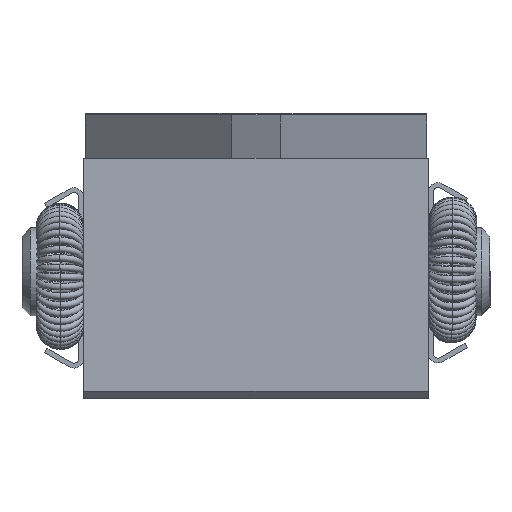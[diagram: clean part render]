
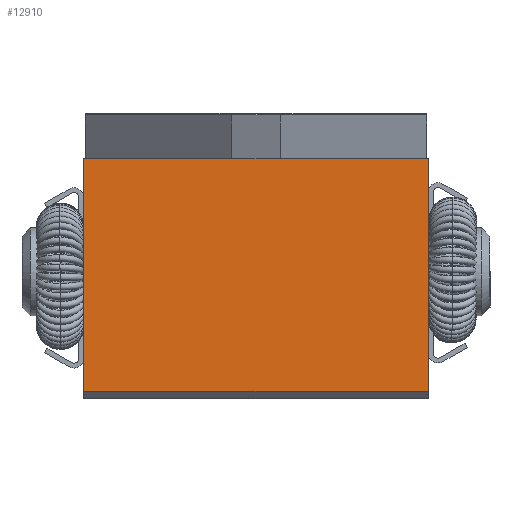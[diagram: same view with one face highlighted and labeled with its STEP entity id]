
A CAD part, left-side view. The second image highlights one B-rep face of the part: STEP entity #12910.
In plain terms, the highlighted face is planar.
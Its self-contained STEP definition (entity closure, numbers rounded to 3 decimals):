
#12714=CARTESIAN_POINT('',(0.0,14.35,-3.));
#12715=VERTEX_POINT('',#12714);
#12732=CARTESIAN_POINT('',(21.2,14.35,-3.));
#12733=VERTEX_POINT('',#12732);
#12740=CARTESIAN_POINT('',(21.2,14.35,-3.));
#12741=DIRECTION('',(-1.0,0.0,0.0));
#12742=VECTOR('',#12741,21.2);
#12743=LINE('',#12740,#12742);
#12744=EDGE_CURVE('',#12733,#12715,#12743,.T.);
#12779=CARTESIAN_POINT('',(21.2,0.0,-3.));
#12780=VERTEX_POINT('',#12779);
#12787=CARTESIAN_POINT('',(21.2,0.0,-3.));
#12788=DIRECTION('',(0.0,1.0,0.0));
#12789=VECTOR('',#12788,14.35);
#12790=LINE('',#12787,#12789);
#12791=EDGE_CURVE('',#12780,#12733,#12790,.T.);
#12887=CARTESIAN_POINT('',(10.6,7.4,-3.));
#12888=DIRECTION('',(0.0,0.0,1.0));
#12889=DIRECTION('',(1.0,0.0,0.0));
#12890=AXIS2_PLACEMENT_3D('',#12887,#12888,#12889);
#12891=PLANE('',#12890);
#12892=ORIENTED_EDGE('',*,*,#12744,.F.);
#12893=ORIENTED_EDGE('',*,*,#12791,.F.);
#12894=CARTESIAN_POINT('',(0.0,0.0,-3.));
#12895=VERTEX_POINT('',#12894);
#12896=CARTESIAN_POINT('',(0.0,0.0,-3.));
#12897=DIRECTION('',(1.0,0.0,0.0));
#12898=VECTOR('',#12897,21.2);
#12899=LINE('',#12896,#12898);
#12900=EDGE_CURVE('',#12895,#12780,#12899,.T.);
#12901=ORIENTED_EDGE('',*,*,#12900,.F.);
#12902=CARTESIAN_POINT('',(0.0,14.35,-3.));
#12903=DIRECTION('',(0.0,-1.0,0.0));
#12904=VECTOR('',#12903,14.35);
#12905=LINE('',#12902,#12904);
#12906=EDGE_CURVE('',#12715,#12895,#12905,.T.);
#12907=ORIENTED_EDGE('',*,*,#12906,.F.);
#12908=EDGE_LOOP('',(#12892,#12893,#12901,#12907));
#12909=FACE_OUTER_BOUND('',#12908,.T.);
#12910=ADVANCED_FACE('',(#12909),#12891,.F.);
